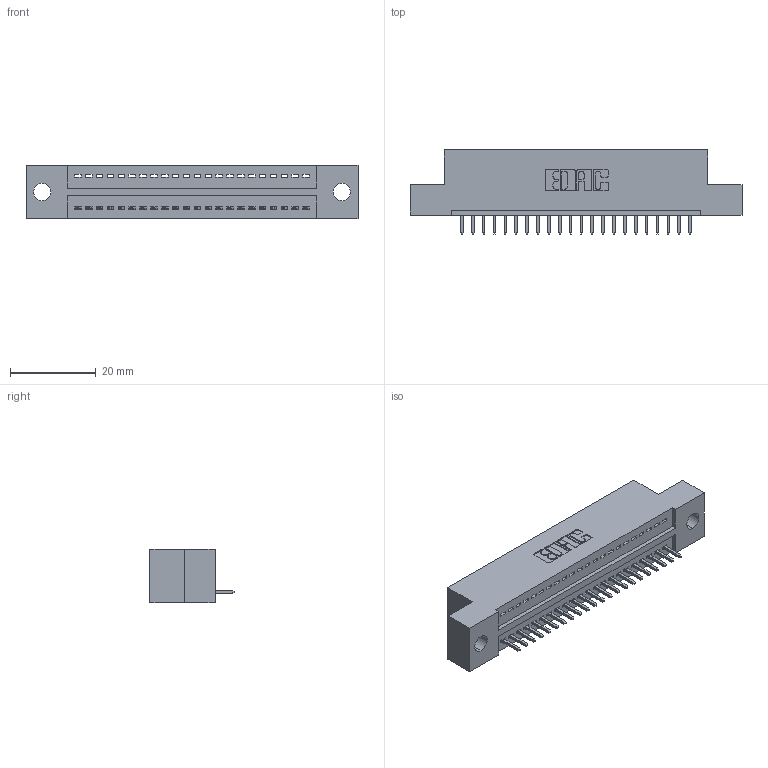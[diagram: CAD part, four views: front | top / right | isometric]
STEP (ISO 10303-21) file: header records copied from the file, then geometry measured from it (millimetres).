
FILE_DESCRIPTION (( 'STEP AP203' ), '1' );
FILE_NAME ('325-022-520-109.STEP', '2020-02-24T17:26:31', ( '' ), ( '' ), 'SwSTEP 2.0', 'SolidWorks 2016', '' );
FILE_SCHEMA (( 'CONFIG_CONTROL_DESIGN' ));
Length unit declared in the file: inch
Products named in the file (3): 325 Part_.160 TH; 325-292-001_325-293-120; 325-022-520-109
Assembly tree (23 placements, depth 2):
  325-022-520-109
    325 Part_.160 TH
    325-292-001_325-293-120  x22
Bounding box: 77.6 x 19.68 x 12.45 mm (x, y, z)
Volume: 9406 mm3; surface area: 9601.2 mm2
Topology: 23 solids, 23 shells, 1390 faces, 4183 edges, 2758 vertices
Faces by surface type: plane 994, cylinder 396
Entity records: 16057 total; most frequent: CARTESIAN_POINT 2780, ORIENTED_EDGE 2738, DIRECTION 2385, EDGE_CURVE 1369, VECTOR 1241, LINE 1241, VERTEX_POINT 910, AXIS2_PLACEMENT_3D 572
